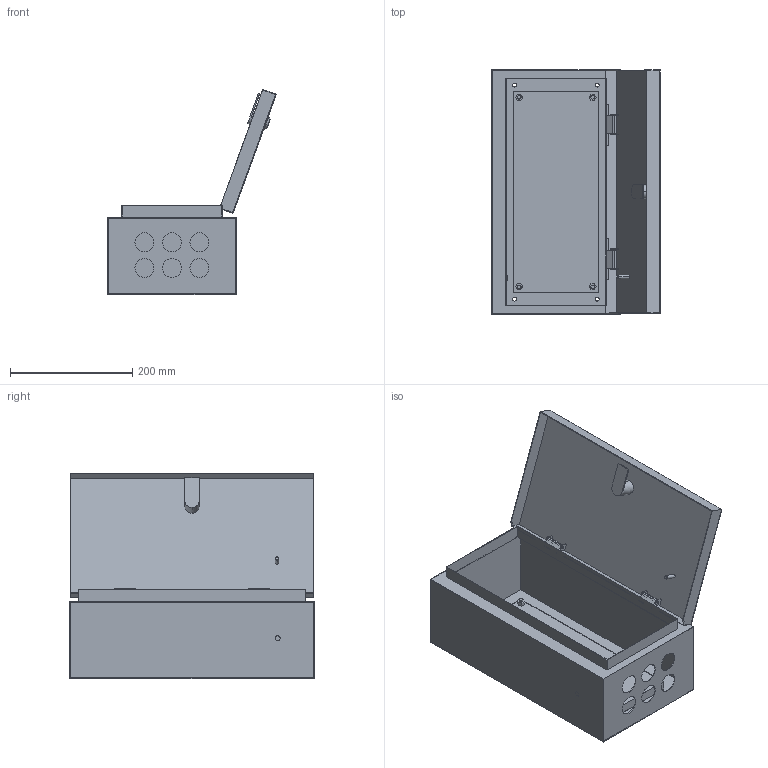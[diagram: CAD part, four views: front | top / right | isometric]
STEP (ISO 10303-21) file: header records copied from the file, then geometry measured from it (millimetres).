
FILE_DESCRIPTION (( 'STEP AP214' ), '1' );
FILE_NAME ('SHMP-4.2.1-0_ IP54.STEP', '2021-05-28T07:00:55', ( '' ), ( '' ), 'SwSTEP 2.0', 'SolidWorks 2017', '' );
FILE_SCHEMA (( 'AUTOMOTIVE_DESIGN' ));
Length unit declared in the file: millimetre
Products named in the file (5): Gaika_6; Obolochka_SHMP_4_2_1; SHMP-4.2.1-0_ IP54; Mont.Panel_4_2; Dver_4_2
Assembly tree (7 placements, depth 2):
  SHMP-4.2.1-0_ IP54
    Obolochka_SHMP_4_2_1
    Mont.Panel_4_2
    Dver_4_2
    Gaika_6  x4
Bounding box: 275.65 x 400 x 335.49 mm (x, y, z)
Volume: 465818.2 mm3; surface area: 901815 mm2
Topology: 13 solids, 13 shells, 222 faces, 539 edges, 358 vertices
Faces by surface type: plane 138, cylinder 80, cone 4
Entity records: 6013 total; most frequent: DIRECTION 1025, CARTESIAN_POINT 979, ORIENTED_EDGE 934, EDGE_CURVE 467, AXIS2_PLACEMENT_3D 356, VECTOR 313, LINE 313, VERTEX_POINT 310
